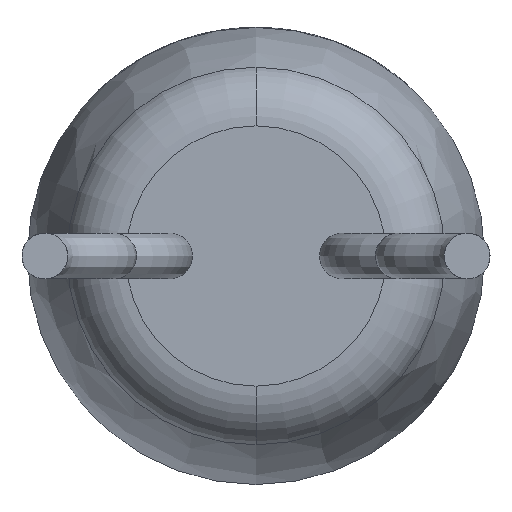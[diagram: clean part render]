
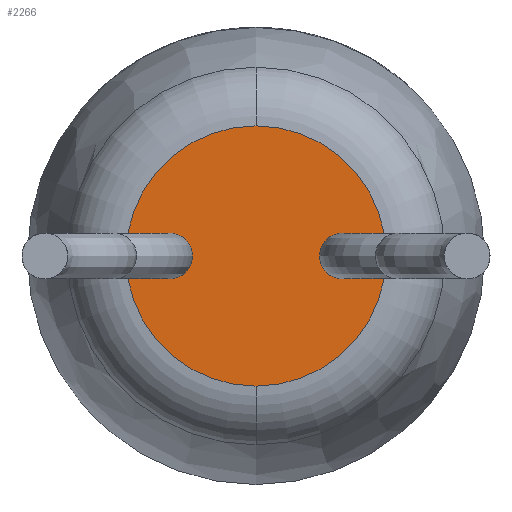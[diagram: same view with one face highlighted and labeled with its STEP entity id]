
A CAD part, front view. The second image highlights one B-rep face of the part: STEP entity #2266.
In plain terms, the highlighted planar face has unit normal (0, -1, 0).
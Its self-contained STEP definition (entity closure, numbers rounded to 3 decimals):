
#42 = FACE_BOUND ( 'NONE', #3857, .T. ) ;
#189 = CARTESIAN_POINT ( 'NONE',  ( 1.039, 0., -0.275 ) ) ;
#199 = DIRECTION ( 'NONE',  ( 0., 0., -1. ) ) ;
#390 = FACE_BOUND ( 'NONE', #4483, .T. ) ;
#629 = CARTESIAN_POINT ( 'NONE',  ( -1.039, 0., 0.275 ) ) ;
#705 = EDGE_CURVE ( 'NONE', #5455, #5557, #2310, .T. ) ;
#956 = CARTESIAN_POINT ( 'NONE',  ( 1.039, 0., 0. ) ) ;
#971 = CARTESIAN_POINT ( 'NONE',  ( 0., 0., 0. ) ) ;
#989 = DIRECTION ( 'NONE',  ( 0., 0., -1. ) ) ;
#1000 = DIRECTION ( 'NONE',  ( 0., -1., 0. ) ) ;
#1079 = CARTESIAN_POINT ( 'NONE',  ( 1.039, 0., 0. ) ) ;
#1101 = AXIS2_PLACEMENT_3D ( 'NONE', #1291, #4353, #4824 ) ;
#1206 = CIRCLE ( 'NONE', #2607, 0.275 ) ;
#1216 = CARTESIAN_POINT ( 'NONE',  ( 1.039, 0., 0.275 ) ) ;
#1244 = CIRCLE ( 'NONE', #3145, 1.565 ) ;
#1291 = CARTESIAN_POINT ( 'NONE',  ( -1.039, 0., 0. ) ) ;
#1430 = ORIENTED_EDGE ( 'NONE', *, *, #705, .T. ) ;
#1529 = ORIENTED_EDGE ( 'NONE', *, *, #2827, .T. ) ;
#1537 = AXIS2_PLACEMENT_3D ( 'NONE', #1079, #1992, #199 ) ;
#1544 = VERTEX_POINT ( 'NONE', #3646 ) ;
#1562 = FACE_OUTER_BOUND ( 'NONE', #1852, .T. ) ;
#1852 = EDGE_LOOP ( 'NONE', ( #1430, #4523 ) ) ;
#1992 = DIRECTION ( 'NONE',  ( 0., 1., 0. ) ) ;
#2266 = ADVANCED_FACE ( 'NONE', ( #42, #1562, #390 ), #4336, .F. ) ;
#2310 = CIRCLE ( 'NONE', #2669, 1.565 ) ;
#2409 = ORIENTED_EDGE ( 'NONE', *, *, #5398, .T. ) ;
#2451 = DIRECTION ( 'NONE',  ( 0., 0., 1. ) ) ;
#2607 = AXIS2_PLACEMENT_3D ( 'NONE', #3204, #1000, #5368 ) ;
#2659 = EDGE_CURVE ( 'NONE', #1544, #4398, #1206, .T. ) ;
#2669 = AXIS2_PLACEMENT_3D ( 'NONE', #3718, #3315, #2451 ) ;
#2684 = CARTESIAN_POINT ( 'NONE',  ( 0., 0., -1.565 ) ) ;
#2762 = CARTESIAN_POINT ( 'NONE',  ( 0., 0., 1.565 ) ) ;
#2827 = EDGE_CURVE ( 'NONE', #5158, #3341, #4004, .T. ) ;
#2928 = DIRECTION ( 'NONE',  ( 0., 0., 1. ) ) ;
#3145 = AXIS2_PLACEMENT_3D ( 'NONE', #971, #4017, #4875 ) ;
#3204 = CARTESIAN_POINT ( 'NONE',  ( -1.039, 0., 0. ) ) ;
#3315 = DIRECTION ( 'NONE',  ( 0., -1., 0. ) ) ;
#3328 = EDGE_CURVE ( 'NONE', #4398, #1544, #4192, .T. ) ;
#3341 = VERTEX_POINT ( 'NONE', #1216 ) ;
#3520 = DIRECTION ( 'NONE',  ( 0., 1., 0. ) ) ;
#3646 = CARTESIAN_POINT ( 'NONE',  ( -1.039, 0., -0.275 ) ) ;
#3718 = CARTESIAN_POINT ( 'NONE',  ( 0., 0., 0. ) ) ;
#3857 = EDGE_LOOP ( 'NONE', ( #2409, #1529 ) ) ;
#4004 = CIRCLE ( 'NONE', #1537, 0.275 ) ;
#4017 = DIRECTION ( 'NONE',  ( 0., -1., 0. ) ) ;
#4192 = CIRCLE ( 'NONE', #1101, 0.275 ) ;
#4336 = PLANE ( 'NONE',  #5022 ) ;
#4345 = ORIENTED_EDGE ( 'NONE', *, *, #2659, .F. ) ;
#4353 = DIRECTION ( 'NONE',  ( 0., -1., 0. ) ) ;
#4398 = VERTEX_POINT ( 'NONE', #629 ) ;
#4483 = EDGE_LOOP ( 'NONE', ( #5242, #4345 ) ) ;
#4523 = ORIENTED_EDGE ( 'NONE', *, *, #5280, .T. ) ;
#4597 = CIRCLE ( 'NONE', #5108, 0.275 ) ;
#4787 = CARTESIAN_POINT ( 'NONE',  ( 0., 0., 0. ) ) ;
#4824 = DIRECTION ( 'NONE',  ( 0., 0., 1. ) ) ;
#4875 = DIRECTION ( 'NONE',  ( 0., 0., 1. ) ) ;
#5022 = AXIS2_PLACEMENT_3D ( 'NONE', #4787, #5610, #2928 ) ;
#5108 = AXIS2_PLACEMENT_3D ( 'NONE', #956, #3520, #989 ) ;
#5158 = VERTEX_POINT ( 'NONE', #189 ) ;
#5242 = ORIENTED_EDGE ( 'NONE', *, *, #3328, .F. ) ;
#5280 = EDGE_CURVE ( 'NONE', #5557, #5455, #1244, .T. ) ;
#5368 = DIRECTION ( 'NONE',  ( 0., 0., 1. ) ) ;
#5398 = EDGE_CURVE ( 'NONE', #3341, #5158, #4597, .T. ) ;
#5455 = VERTEX_POINT ( 'NONE', #2684 ) ;
#5557 = VERTEX_POINT ( 'NONE', #2762 ) ;
#5610 = DIRECTION ( 'NONE',  ( 0., 1., 0. ) ) ;
